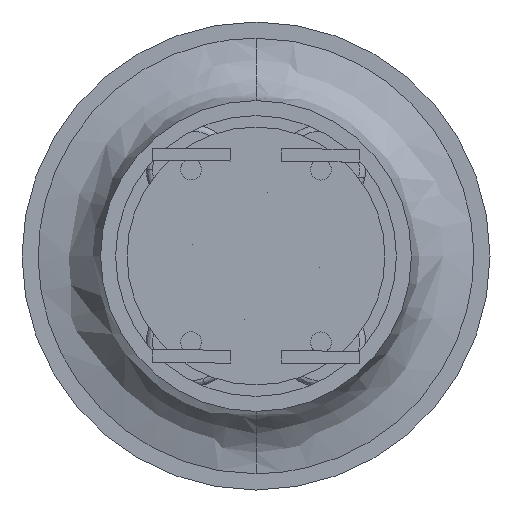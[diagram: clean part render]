
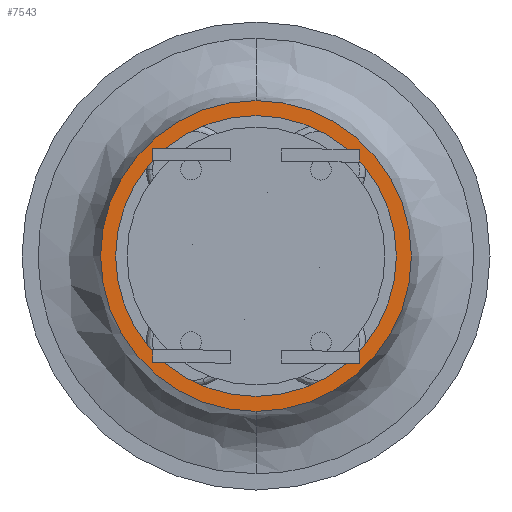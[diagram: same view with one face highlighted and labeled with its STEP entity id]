
A CAD part, front view. The second image highlights one B-rep face of the part: STEP entity #7543.
In plain terms, the highlighted planar face has unit normal (0, -1, 0).
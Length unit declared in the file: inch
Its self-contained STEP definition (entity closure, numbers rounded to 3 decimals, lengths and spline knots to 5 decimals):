
#554 = CARTESIAN_POINT ( 'NONE',  ( 0., -0.45, 0. ) ) ;
#555 = DIRECTION ( 'NONE',  ( 0., 1., 0. ) ) ;
#556 = DIRECTION ( 'NONE',  ( 0., 0., 1. ) ) ;
#748 = CARTESIAN_POINT ( 'NONE',  ( 0., -0.45, 0. ) ) ;
#749 = DIRECTION ( 'NONE',  ( 0., -1., 0. ) ) ;
#750 = DIRECTION ( 'NONE',  ( 0., 0., 1. ) ) ;
#848 = CARTESIAN_POINT ( 'NONE',  ( 0., -0.45, 0. ) ) ;
#849 = DIRECTION ( 'NONE',  ( 0., -1., 0. ) ) ;
#850 = DIRECTION ( 'NONE',  ( 0., 0., 1. ) ) ;
#950 = CARTESIAN_POINT ( 'NONE',  ( 0., -0.45, 0. ) ) ;
#951 = DIRECTION ( 'NONE',  ( 0., 1., 0. ) ) ;
#952 = DIRECTION ( 'NONE',  ( 0., 0., 1. ) ) ;
#1545 = CARTESIAN_POINT ( 'NONE',  ( 0.3735, -0.45, 0. ) ) ;
#1550 = FACE_OUTER_BOUND ( 'NONE', #7956, .T. ) ;
#1558 = FACE_BOUND ( 'NONE', #7953, .T. ) ;
#1559 = PLANE ( 'NONE',  #5622 ) ;
#1561 = DIRECTION ( 'NONE',  ( 0., 1., 0. ) ) ;
#1562 = DIRECTION ( 'NONE',  ( 0., 0., 1. ) ) ;
#2554 = CIRCLE ( 'NONE', #2558, 0.3375 ) ;
#2558 = AXIS2_PLACEMENT_3D ( 'NONE', #848, #849, #850 ) ;
#2559 = CIRCLE ( 'NONE', #2560, 0.3735 ) ;
#2560 = AXIS2_PLACEMENT_3D ( 'NONE', #950, #951, #952 ) ;
#4217 = AXIS2_PLACEMENT_3D ( 'NONE', #554, #555, #556 ) ;
#4219 = CIRCLE ( 'NONE', #4217, 0.3735 ) ;
#4315 = CIRCLE ( 'NONE', #4410, 0.3375 ) ;
#4410 = AXIS2_PLACEMENT_3D ( 'NONE', #748, #749, #750 ) ;
#5622 = AXIS2_PLACEMENT_3D ( 'NONE', #1545, #1561, #1562 ) ;
#5705 = CARTESIAN_POINT ( 'NONE',  ( 0., -0.45, -0.3735 ) ) ;
#5760 = CARTESIAN_POINT ( 'NONE',  ( 0., -0.45, 0.3735 ) ) ;
#5771 = CARTESIAN_POINT ( 'NONE',  ( 0., -0.45, -0.3375 ) ) ;
#5838 = CARTESIAN_POINT ( 'NONE',  ( 0., -0.45, 0.3375 ) ) ;
#5966 = ORIENTED_EDGE ( 'NONE', *, *, #7345, .F. ) ;
#5967 = ORIENTED_EDGE ( 'NONE', *, *, #7379, .F. ) ;
#5968 = ORIENTED_EDGE ( 'NONE', *, *, #7283, .F. ) ;
#5969 = ORIENTED_EDGE ( 'NONE', *, *, #7381, .F. ) ;
#6252 = VERTEX_POINT ( 'NONE', #5838 ) ;
#6319 = VERTEX_POINT ( 'NONE', #5771 ) ;
#6330 = VERTEX_POINT ( 'NONE', #5760 ) ;
#6385 = VERTEX_POINT ( 'NONE', #5705 ) ;
#7283 = EDGE_CURVE ( 'NONE', #6330, #6385, #4219, .T. ) ;
#7345 = EDGE_CURVE ( 'NONE', #6252, #6319, #4315, .T. ) ;
#7379 = EDGE_CURVE ( 'NONE', #6319, #6252, #2554, .T. ) ;
#7381 = EDGE_CURVE ( 'NONE', #6385, #6330, #2559, .T. ) ;
#7543 = ADVANCED_FACE ( 'NONE', ( #1558, #1550 ), #1559, .F. ) ;
#7953 = EDGE_LOOP ( 'NONE', ( #5966, #5967 ) ) ;
#7956 = EDGE_LOOP ( 'NONE', ( #5968, #5969 ) ) ;
